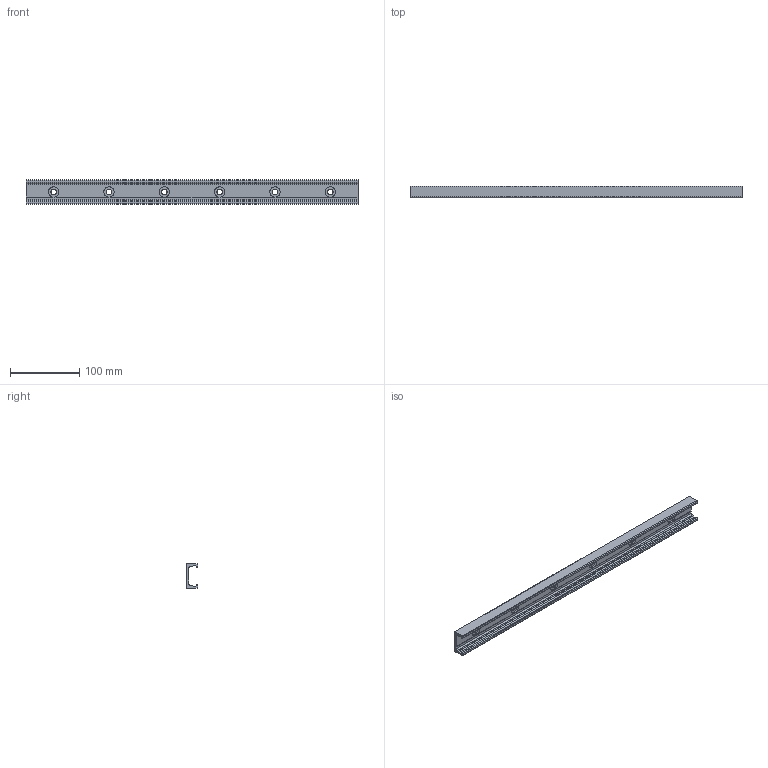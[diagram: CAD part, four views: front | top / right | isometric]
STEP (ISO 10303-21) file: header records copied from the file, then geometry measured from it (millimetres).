
FILE_DESCRIPTION((''),'2;1');
FILE_NAME('LCX 35-0480.C.stp','2016-04-28T08:44:54',('MRathmann'),(''),'Autodesk Inventor 2012','Autodesk Inventor 2012','');
FILE_SCHEMA(('CONFIG_CONTROL_DESIGN'));
Length unit declared in the file: millimetre
Products named in the file (1): LCX 35-0480.C
Bounding box: 480 x 16.5 x 35 mm (x, y, z)
Volume: 103457.3 mm3; surface area: 61996 mm2
Topology: 1 solids, 1 shells, 46 faces, 138 edges, 94 vertices
Faces by surface type: cylinder 25, plane 21
Full cylindrical faces by diameter (mm): 8 x6, 15 x6
Entity records: 1624 total; most frequent: CARTESIAN_POINT 417, DIRECTION 252, ORIENTED_EDGE 228, EDGE_CURVE 114, AXIS2_PLACEMENT_3D 97, VERTEX_POINT 82, EDGE_LOOP 70, VECTOR 58
